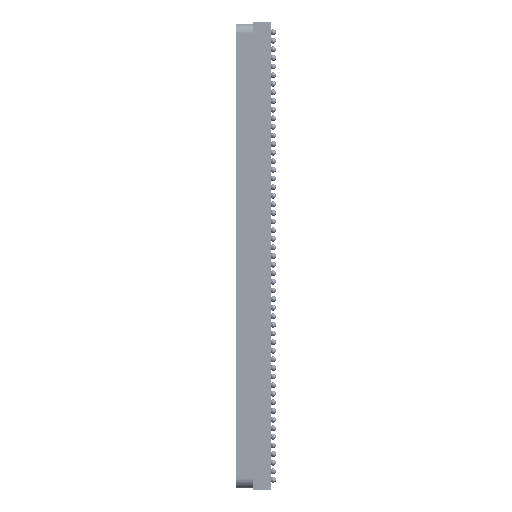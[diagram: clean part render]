
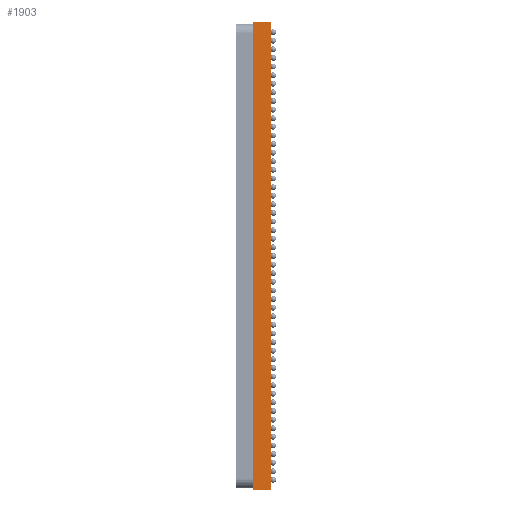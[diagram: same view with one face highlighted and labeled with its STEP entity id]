
A CAD part, left-side view. The second image highlights one B-rep face of the part: STEP entity #1903.
In plain terms, the highlighted planar face has unit normal (-1, 0, 0).
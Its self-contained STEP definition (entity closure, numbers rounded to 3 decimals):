
#15=DIRECTION('',(0.,0.,1.));
#16=VECTOR('',#15,50.);
#17=CARTESIAN_POINT('',(-25.,0.,-25.));
#18=LINE('',#17,#16);
#509=DIRECTION('',(0.,1.,0.));
#510=VECTOR('',#509,1.928);
#511=CARTESIAN_POINT('',(-25.,0.,-25.));
#512=LINE('',#511,#510);
#530=DIRECTION('',(0.,1.,0.));
#531=VECTOR('',#530,1.928);
#532=CARTESIAN_POINT('',(-25.,0.,25.));
#533=LINE('',#532,#531);
#537=DIRECTION('',(0.,0.,1.));
#538=VECTOR('',#537,50.);
#539=CARTESIAN_POINT('',(-25.,1.928,-25.));
#540=LINE('',#539,#538);
#1471=CARTESIAN_POINT('',(-25.,0.,-25.));
#1472=CARTESIAN_POINT('',(-25.,0.,25.));
#1473=VERTEX_POINT('',#1471);
#1474=VERTEX_POINT('',#1472);
#1479=CARTESIAN_POINT('',(-25.,1.928,-25.));
#1480=CARTESIAN_POINT('',(-25.,1.928,25.));
#1481=VERTEX_POINT('',#1479);
#1482=VERTEX_POINT('',#1480);
#1889=CARTESIAN_POINT('',(-25.,0.,-25.));
#1890=DIRECTION('',(-1.,0.,0.));
#1891=DIRECTION('',(0.,0.,1.));
#1892=AXIS2_PLACEMENT_3D('',#1889,#1890,#1891);
#1893=PLANE('',#1892);
#1894=ORIENTED_EDGE('',*,*,#1744,.F.);
#1896=ORIENTED_EDGE('',*,*,#1895,.T.);
#1898=ORIENTED_EDGE('',*,*,#1897,.T.);
#1900=ORIENTED_EDGE('',*,*,#1899,.F.);
#1901=EDGE_LOOP('',(#1894,#1896,#1898,#1900));
#1902=FACE_OUTER_BOUND('',#1901,.F.);
#1903=ADVANCED_FACE('',(#1902),#1893,.T.);
#1744=EDGE_CURVE('',#1473,#1474,#18,.T.);
#1895=EDGE_CURVE('',#1473,#1481,#512,.T.);
#1897=EDGE_CURVE('',#1481,#1482,#540,.T.);
#1899=EDGE_CURVE('',#1474,#1482,#533,.T.);
